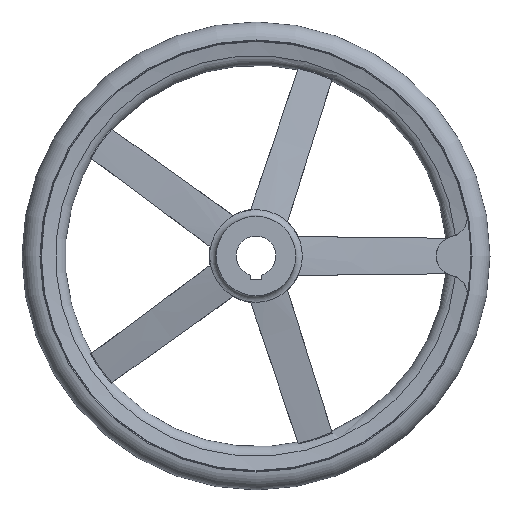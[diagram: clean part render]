
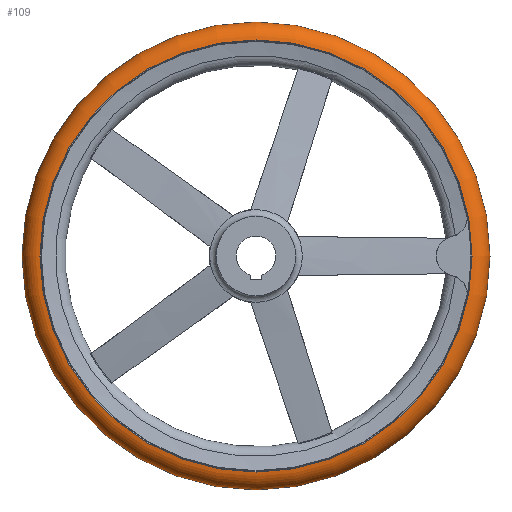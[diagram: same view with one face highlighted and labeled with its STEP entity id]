
A CAD part, front view. The second image highlights one B-rep face of the part: STEP entity #109.
In plain terms, the highlighted toroidal (fillet/blend) face has major radius 184 mm and minor radius 16 mm.
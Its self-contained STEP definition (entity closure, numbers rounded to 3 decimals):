
#109 = ADVANCED_FACE( '', ( #260, #261, #262 ), #263, .T. );
#260 = FACE_BOUND( '', #469, .T. );
#261 = FACE_OUTER_BOUND( '', #470, .T. );
#262 = FACE_OUTER_BOUND( '', #471, .T. );
#263 = TOROIDAL_SURFACE( '', #472, 184., 16. );
#469 = VERTEX_LOOP( '', #788 );
#470 = EDGE_LOOP( '', ( #789 ) );
#471 = EDGE_LOOP( '', ( #790 ) );
#472 = AXIS2_PLACEMENT_3D( '', #791, #792, #793 );
#788 = VERTEX_POINT( '', #1282 );
#789 = ORIENTED_EDGE( '', *, *, #1283, .T. );
#790 = ORIENTED_EDGE( '', *, *, #1284, .F. );
#791 = CARTESIAN_POINT( '', ( 0., 47., 0. ) );
#792 = DIRECTION( '', ( 0., -1., 0. ) );
#793 = DIRECTION( '', ( 0., 0., -1. ) );
#1282 = CARTESIAN_POINT( '', ( 0., 47., -200. ) );
#1283 = EDGE_CURVE( '', #1551, #1551, #1552, .T. );
#1284 = EDGE_CURVE( '', #1553, #1553, #1554, .T. );
#1551 = VERTEX_POINT( '', #2144 );
#1552 = CIRCLE( '', #2145, 184.667 );
#1553 = VERTEX_POINT( '', #2146 );
#1554 = CIRCLE( '', #2147, 184.667 );
#2144 = CARTESIAN_POINT( '', ( 0., 62.986, -184.667 ) );
#2145 = AXIS2_PLACEMENT_3D( '', #2825, #2826, #2827 );
#2146 = CARTESIAN_POINT( '', ( 0., 31.014, -184.667 ) );
#2147 = AXIS2_PLACEMENT_3D( '', #2828, #2829, #2830 );
#2825 = CARTESIAN_POINT( '', ( 0., 62.986, 0. ) );
#2826 = DIRECTION( '', ( 0., -1., 0. ) );
#2827 = DIRECTION( '', ( 0., 0., -1. ) );
#2828 = CARTESIAN_POINT( '', ( 0., 31.014, 0. ) );
#2829 = DIRECTION( '', ( 0., -1., 0. ) );
#2830 = DIRECTION( '', ( 0., 0., -1. ) );
